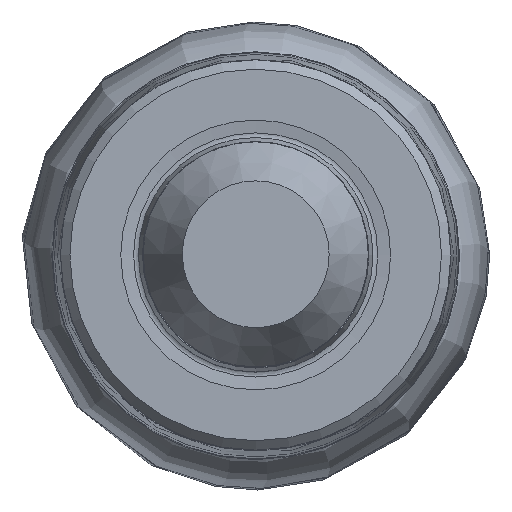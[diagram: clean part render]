
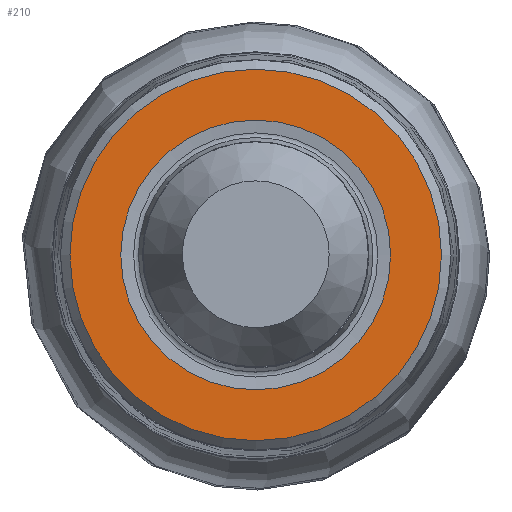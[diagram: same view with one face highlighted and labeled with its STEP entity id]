
A CAD part, top view. The second image highlights one B-rep face of the part: STEP entity #210.
In plain terms, the highlighted planar face has unit normal (0, 0, 1).
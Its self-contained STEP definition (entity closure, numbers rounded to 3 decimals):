
#136=FACE_BOUND('',#280,.T.);
#137=FACE_BOUND('',#281,.T.);
#210=ADVANCED_FACE('CU_SU_3',(#136,#137),#253,.F.);
#253=PLANE('',#718);
#280=EDGE_LOOP('',(#396));
#281=EDGE_LOOP('',(#397));
#396=ORIENTED_EDGE('',*,*,#555,.T.);
#397=ORIENTED_EDGE('',*,*,#556,.F.);
#504=VERTEX_POINT('',#1155);
#505=VERTEX_POINT('',#1157);
#555=EDGE_CURVE('',#504,#504,#597,.T.);
#556=EDGE_CURVE('',#505,#505,#598,.T.);
#597=CIRCLE('',#716,9.9);
#598=CIRCLE('',#717,7.19);
#716=AXIS2_PLACEMENT_3D('',#1154,#829,#830);
#717=AXIS2_PLACEMENT_3D('',#1156,#831,#832);
#718=AXIS2_PLACEMENT_3D('',#1158,#833,#834);
#829=DIRECTION('',(0.,0.,1.));
#830=DIRECTION('',(-1.,0.,0.));
#831=DIRECTION('',(0.,0.,1.));
#832=DIRECTION('',(1.,0.,0.));
#833=DIRECTION('',(0.,0.,-1.));
#834=DIRECTION('',(-1.,0.,0.));
#1154=CARTESIAN_POINT('',(0.,0.,0.));
#1155=CARTESIAN_POINT('',(-9.9,0.,0.));
#1156=CARTESIAN_POINT('',(0.,0.,0.));
#1157=CARTESIAN_POINT('',(7.19,0.,0.));
#1158=CARTESIAN_POINT('',(-10.4,0.,0.));
